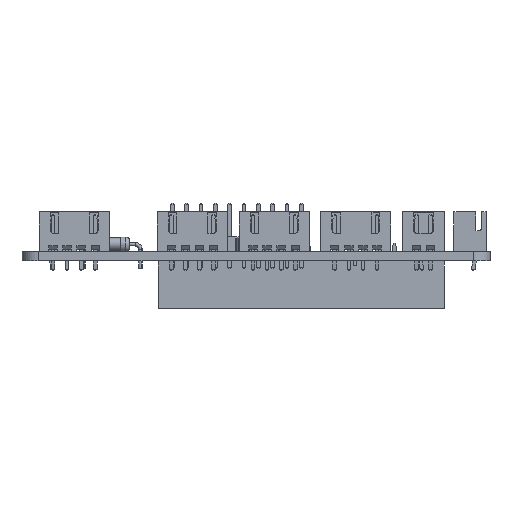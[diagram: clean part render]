
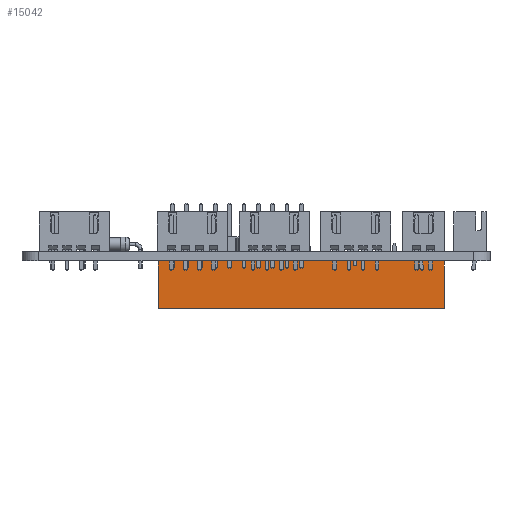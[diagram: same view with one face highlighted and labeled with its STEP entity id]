
A CAD part, front view. The second image highlights one B-rep face of the part: STEP entity #15042.
In plain terms, the highlighted face is planar.
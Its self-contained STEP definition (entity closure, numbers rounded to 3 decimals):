
#15042 = ADVANCED_FACE('',(#15043),#15077,.F.);
#15043 = FACE_BOUND('',#15044,.F.);
#15044 = EDGE_LOOP('',(#15045,#15055,#15063,#15071));
#15045 = ORIENTED_EDGE('',*,*,#15046,.T.);
#15046 = EDGE_CURVE('',#15047,#15049,#15051,.T.);
#15047 = VERTEX_POINT('',#15048);
#15048 = CARTESIAN_POINT('',(1.27,-49.53,0.));
#15049 = VERTEX_POINT('',#15050);
#15050 = CARTESIAN_POINT('',(1.27,-49.53,8.5));
#15051 = LINE('',#15052,#15053);
#15052 = CARTESIAN_POINT('',(1.27,-49.53,0.));
#15053 = VECTOR('',#15054,1.);
#15054 = DIRECTION('',(0.,0.,1.));
#15055 = ORIENTED_EDGE('',*,*,#15056,.T.);
#15056 = EDGE_CURVE('',#15049,#15057,#15059,.T.);
#15057 = VERTEX_POINT('',#15058);
#15058 = CARTESIAN_POINT('',(1.27,1.27,8.5));
#15059 = LINE('',#15060,#15061);
#15060 = CARTESIAN_POINT('',(1.27,-49.53,8.5));
#15061 = VECTOR('',#15062,1.);
#15062 = DIRECTION('',(0.,1.,0.));
#15063 = ORIENTED_EDGE('',*,*,#15064,.F.);
#15064 = EDGE_CURVE('',#15065,#15057,#15067,.T.);
#15065 = VERTEX_POINT('',#15066);
#15066 = CARTESIAN_POINT('',(1.27,1.27,0.));
#15067 = LINE('',#15068,#15069);
#15068 = CARTESIAN_POINT('',(1.27,1.27,0.));
#15069 = VECTOR('',#15070,1.);
#15070 = DIRECTION('',(0.,0.,1.));
#15071 = ORIENTED_EDGE('',*,*,#15072,.F.);
#15072 = EDGE_CURVE('',#15047,#15065,#15073,.T.);
#15073 = LINE('',#15074,#15075);
#15074 = CARTESIAN_POINT('',(1.27,-49.53,0.));
#15075 = VECTOR('',#15076,1.);
#15076 = DIRECTION('',(0.,1.,0.));
#15077 = PLANE('',#15078);
#15078 = AXIS2_PLACEMENT_3D('',#15079,#15080,#15081);
#15079 = CARTESIAN_POINT('',(1.27,-49.53,0.));
#15080 = DIRECTION('',(-1.,0.,0.));
#15081 = DIRECTION('',(0.,1.,0.));
